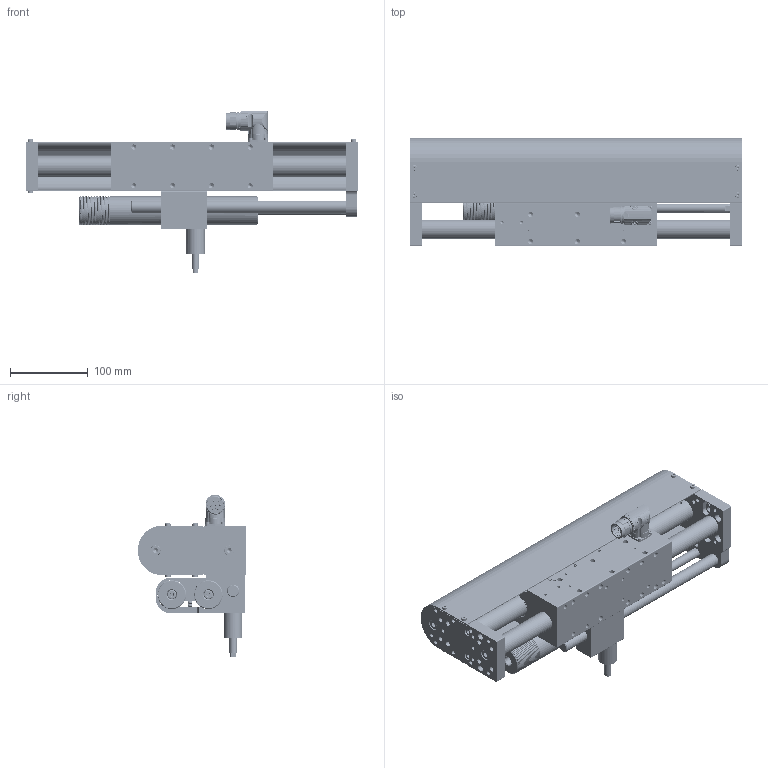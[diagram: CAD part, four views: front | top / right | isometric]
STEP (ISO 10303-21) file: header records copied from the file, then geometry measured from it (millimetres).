
FILE_DESCRIPTION (( 'STEP AP214' ), '1' );
FILE_NAME ('0186-1095_250115_DM01-48x150G-HP-C-185_CS01_MS08_BK01.STEP', '2025-01-15T12:26:58', ( '' ), ( '' ), 'SwSTEP 2.0', 'SolidWorks 2024', '' );
FILE_SCHEMA (( 'AUTOMOTIVE_DESIGN' ));
Length unit declared in the file: millimetre
Products named in the file (31): 0150-3081_MC01-Cw!m_GANZ; ML01-12_ML01-12x290!240; 0230-1198_Gew.-Stift_I-6kt_K-k_M6x6_v-b; 0186-1537_PL01-28x410!360-HP-SF_PL01-28x410!360-HP-SF; 0230-0384_Zyl.-Schr_I-6kt_n-K_M4x8_8.8_v-b; 0230-0649__Gew.-Stift_I-6kt_R-sch_M6x12_v-b; 0230-0246_Zyl.-Schr._I-6kt_M8x20_8.8_v-b; DSB01k-48x209-CS01_0180-1296_DSB01k-48x209; 0230-0221_Zyl.-Schr_I-6kt_n-K_M6x16_8.8_v-b; 0186-1095_250115_DM01-48x150G-HP-C-185_CS01_MS08_BK01; 147522_1; 0150-3133_PAW01-28_PAW01-28; 0230-0164_Gew.-Stift_I-6kt_Zpf_M4x6_schwarz; 0180-1653_DM01k-48-MagSpring; 0230-0045_zyl.-schr._i-6kt_M5x16_8.8_v-b; 0230-0128_Linearkugellager_LBBR 16-LS; 0230-0653_Zyl.-Schr._I-6kt_n-K_M10x25_8.8_v-b; DL01k-25-15.6x...-M18x1.5_DL01k-25-15,6x402-M18x1.5; 0180-1654_MF01k-37-2; 0230-0659_Linearkugellager_LBBR 25-LS; 123742; 0160-0650_Lins.-Schr_I-6rd_M2.5x6_INOX; 0180-1460_DAG01k-48h; 0180-1842_DM01k-48-H; 0180-1461_DAG01k-48v; 0180-1300_D01k-48x...-AD_D01k-48x427-AD; 0180-1651_FB01-16x..._FB01-16x277; 0150-5098_HB01-48; MS01-R37_MS01-R37x230; DM01h-PS01-48x150G-HP-C-CS01_STANDARD; 0230-0488_Zyl.-Schr._I-6kt_M8x25_8.8_v-b
Assembly tree (61 placements, depth 4):
  0186-1095_250115_DM01-48x150G-HP-C-185_CS01_MS08_BK01
    DM01h-PS01-48x150G-HP-C-CS01_STANDARD
      DSB01k-48x209-CS01_0180-1296_DSB01k-48x209
      0230-0659_Linearkugellager_LBBR 25-LS  x4
      0180-1461_DAG01k-48v
      0150-3133_PAW01-28_PAW01-28  x2
      0180-1460_DAG01k-48h
      0150-3081_MC01-Cw!m_GANZ
        123742
        147522_1
      0160-0650_Lins.-Schr_I-6rd_M2.5x6_INOX  x4
      0230-0649__Gew.-Stift_I-6kt_R-sch_M6x12_v-b  x4
      0230-0164_Gew.-Stift_I-6kt_Zpf_M4x6_schwarz  x2
      0230-1198_Gew.-Stift_I-6kt_K-k_M6x6_v-b  x4
    0186-1537_PL01-28x410!360-HP-SF_PL01-28x410!360-HP-SF
    DL01k-25-15.6x...-M18x1.5_DL01k-25-15,6x402-M18x1.5  x2
    0180-1653_DM01k-48-MagSpring
    0180-1842_DM01k-48-H
    0230-0488_Zyl.-Schr._I-6kt_M8x25_8.8_v-b  x4
    0230-0653_Zyl.-Schr._I-6kt_n-K_M10x25_8.8_v-b
    0180-1300_D01k-48x...-AD_D01k-48x427-AD
    0230-0384_Zyl.-Schr_I-6kt_n-K_M4x8_8.8_v-b  x8
    0180-1654_MF01k-37-2
    0230-0128_Linearkugellager_LBBR 16-LS
    0150-5098_HB01-48
    MS01-R37_MS01-R37x230  x2
    0230-0221_Zyl.-Schr_I-6kt_n-K_M6x16_8.8_v-b  x4
    ML01-12_ML01-12x290!240  x2
    0230-0045_zyl.-schr._i-6kt_M5x16_8.8_v-b  x2
    0180-1651_FB01-16x..._FB01-16x277
    0230-0246_Zyl.-Schr._I-6kt_M8x20_8.8_v-b
Bounding box: 428 x 140 x 209.12 mm (x, y, z)
Volume: 3010786.3 mm3; surface area: 755868.5 mm2
Topology: 66 solids, 66 shells, 3377 faces, 7977 edges, 4867 vertices
Faces by surface type: plane 1176, cylinder 1157, cone 934, torus 59, bspline 51
Full cylindrical faces by diameter (mm): 1 x10, 1.2 x5, 1.5 x5, 1.8 x5, 2 x8, 2.05 x4, 2.5 x48, 2.6 x4, 2.7 x4, 2.8 x5, 2.9 x4, 3 x1, 3.3 x11, 4 x84, 4.2 x8, 4.5 x4, 4.8 x8, 5 x81, 6 x126, 6.4 x4, 6.6 x16, 6.8 x17, 7 x8, 8 x90, 8.4 x8, 8.5 x8, 9 x5, 9.73 x1, 10 x24, 10.5 x9
Entity records: 83013 total; most frequent: CARTESIAN_POINT 28026, DIRECTION 8362, ORIENTED_EDGE 7768, EDGE_CURVE 3884, AXIS2_PLACEMENT_3D 3358, EDGE_LOOP 3042, VERTEX_POINT 2880, FACE_OUTER_BOUND 2377
